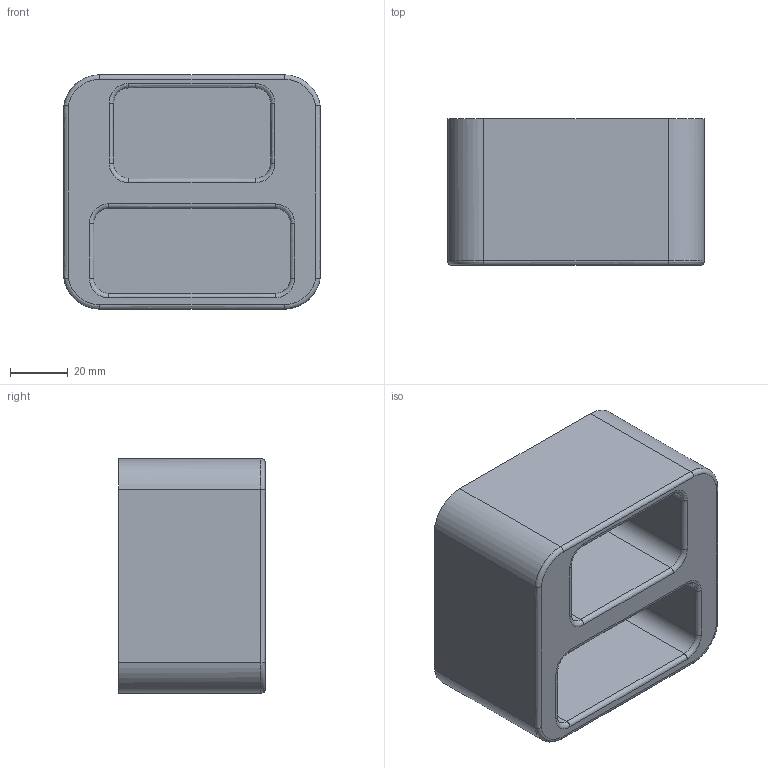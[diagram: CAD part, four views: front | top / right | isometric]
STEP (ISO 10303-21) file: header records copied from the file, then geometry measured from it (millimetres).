
FILE_DESCRIPTION(/* description */ ('STEP AP242','CAx-IF Rec.Pracs.---Representation and Presentation of Product Manufacturing Information (PMI)---4.0---2014-10-13','CAx-IF Rec.Pracs.---3D Tessellated Geometry---0.4---2014-09-14','2;1'),/* implementation_level */ '2;1');
FILE_NAME(/* name */ '668c36a315e1ca44db508ef5',/* time_stamp */ '2024-07-08T18:57:39Z',/* author */ (''),/* organization */ (''),/* preprocessor_version */ 'ST-DEVELOPER v20',/* originating_system */ ' ',/* authorisation */ ' ');
FILE_SCHEMA (('AP242_MANAGED_MODEL_BASED_3D_ENGINEERING_MIM_LF { 1 0 10303 442 1 1 4 }'));
Length unit declared in the file: metre
Products named in the file (1): Part 1
Bounding box: 88.9 x 50.8 x 81.28 mm (x, y, z)
Volume: 192122.3 mm3; surface area: 45986.7 mm2
Topology: 1 solids, 1 shells, 52 faces, 120 edges, 72 vertices
Faces by surface type: bspline 24, plane 16, cylinder 12
Entity records: 2682 total; most frequent: CARTESIAN_POINT 1697, ORIENTED_EDGE 240, EDGE_CURVE 120, DIRECTION 118, B_SPLINE_CURVE_WITH_KNOTS 72, VERTEX_POINT 72, EDGE_LOOP 54, FACE_BOUND 54
